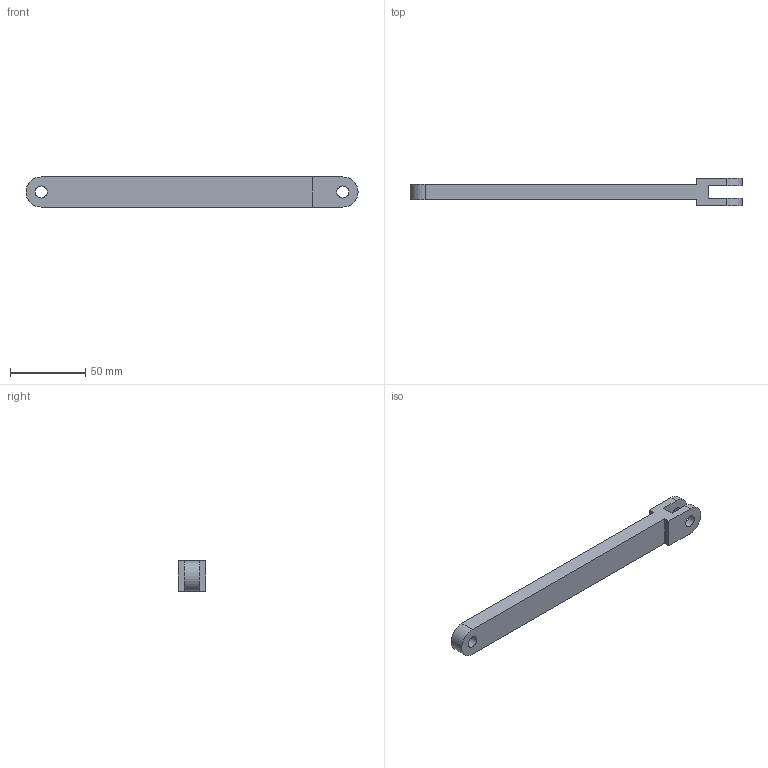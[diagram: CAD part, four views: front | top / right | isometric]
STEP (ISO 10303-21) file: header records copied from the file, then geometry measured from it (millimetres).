
FILE_DESCRIPTION(/* description */ ('Unknown'),/* implementation_level */ '2;1');
FILE_NAME(/* name */ 'Link',/* time_stamp */ '2020-12-04T21:25:22+07:00',/* author */ ('Unknown'),/* organization */ ('Unknown'),/* preprocessor_version */ 'ST-DEVELOPER v16.7',/* originating_system */ 'Solid Edge',/* authorisation */ 'Unknown');
FILE_SCHEMA (('AUTOMOTIVE_DESIGN {1 0 10303 214 3 1 1}'));
Length unit declared in the file: millimetre
Products named in the file (1): Link
Bounding box: 220 x 18 x 20 mm (x, y, z)
Volume: 43416.3 mm3; surface area: 14699.9 mm2
Topology: 1 solids, 1 shells, 17 faces, 47 edges, 32 vertices
Faces by surface type: plane 11, cylinder 6
Full cylindrical faces by diameter (mm): 8 x3
Entity records: 558 total; most frequent: DIRECTION 90, CARTESIAN_POINT 90, ORIENTED_EDGE 84, EDGE_CURVE 42, LINE 30, VECTOR 30, VERTEX_POINT 30, AXIS2_PLACEMENT_3D 30
